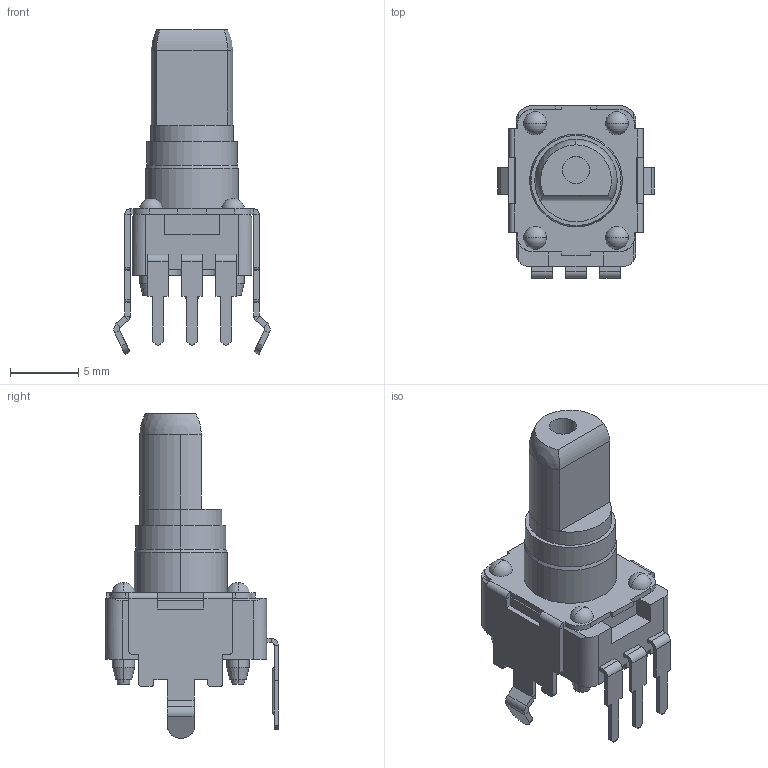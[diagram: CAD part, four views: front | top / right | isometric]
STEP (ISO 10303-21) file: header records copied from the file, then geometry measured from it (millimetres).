
FILE_DESCRIPTION (( 'STEP AP214' ), '1' );
FILE_NAME ('RK09D1130-F20.STEP', '2019-11-06T05:25:47', ( '' ), ( '' ), 'SwSTEP 2.0', 'SolidWorks 2017', '' );
FILE_SCHEMA (( 'AUTOMOTIVE_DESIGN' ));
Length unit declared in the file: millimetre
Products named in the file (1): RK09D1130-F20
Bounding box: 11.45 x 12.65 x 23.8 mm (x, y, z)
Volume: 901.9 mm3; surface area: 1028.1 mm2
Topology: 1 solids, 1 shells, 332 faces, 828 edges, 505 vertices
Faces by surface type: plane 199, cylinder 93, cone 24, sphere 16
Entity records: 13321 total; most frequent: DIRECTION 1711, CARTESIAN_POINT 1672, ORIENTED_EDGE 1624, EDGE_CURVE 812, AXIS2_PLACEMENT_3D 572, VECTOR 567, LINE 567, VERTEX_POINT 505
